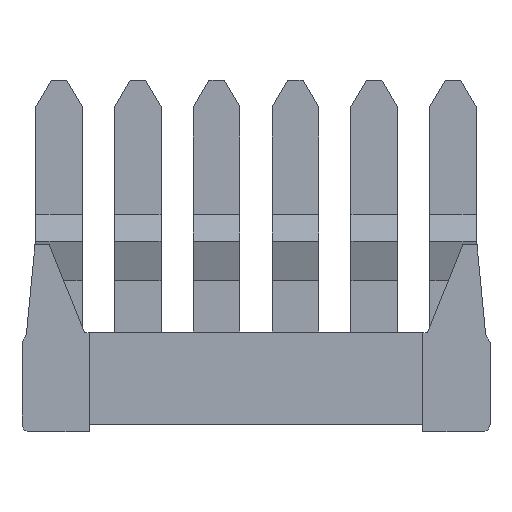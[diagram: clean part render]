
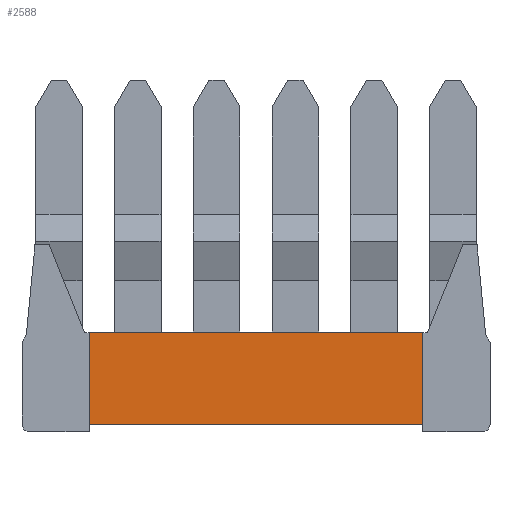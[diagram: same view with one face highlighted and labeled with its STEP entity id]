
A CAD part, top view. The second image highlights one B-rep face of the part: STEP entity #2588.
In plain terms, the highlighted planar face has unit normal (0, 0, 1).
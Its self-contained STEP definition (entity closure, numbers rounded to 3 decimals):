
#117=DIRECTION('',(0.,1.,0.));
#118=VECTOR('',#117,5.9);
#119=CARTESIAN_POINT('',(18.45,-5.275,1.4));
#120=LINE('',#119,#118);
#213=DIRECTION('',(1.,0.,0.));
#214=VECTOR('',#213,21.6);
#215=CARTESIAN_POINT('',(-3.15,0.625,1.4));
#216=LINE('',#215,#214);
#745=DIRECTION('',(1.,0.,0.));
#746=VECTOR('',#745,21.6);
#747=CARTESIAN_POINT('',(-3.15,-5.275,1.4));
#748=LINE('',#747,#746);
#757=DIRECTION('',(0.,1.,0.));
#758=VECTOR('',#757,5.9);
#759=CARTESIAN_POINT('',(-3.15,-5.275,1.4));
#760=LINE('',#759,#758);
#1559=CARTESIAN_POINT('',(-3.15,-5.275,1.4));
#1560=CARTESIAN_POINT('',(18.45,-5.275,1.4));
#1561=VERTEX_POINT('',#1559);
#1562=VERTEX_POINT('',#1560);
#1568=CARTESIAN_POINT('',(-3.15,0.625,1.4));
#1570=VERTEX_POINT('',#1568);
#1571=CARTESIAN_POINT('',(18.45,0.625,1.4));
#1572=VERTEX_POINT('',#1571);
#2577=CARTESIAN_POINT('',(-3.15,-5.775,1.4));
#2578=DIRECTION('',(0.,0.,-1.));
#2579=DIRECTION('',(1.,0.,0.));
#2580=AXIS2_PLACEMENT_3D('',#2577,#2578,#2579);
#2581=PLANE('',#2580);
#2582=ORIENTED_EDGE('',*,*,#2568,.F.);
#2583=ORIENTED_EDGE('',*,*,#2558,.T.);
#2584=ORIENTED_EDGE('',*,*,#1681,.T.);
#2585=ORIENTED_EDGE('',*,*,#1647,.F.);
#2586=EDGE_LOOP('',(#2582,#2583,#2584,#2585));
#2587=FACE_OUTER_BOUND('',#2586,.F.);
#2588=ADVANCED_FACE('',(#2587),#2581,.F.);
#1647=EDGE_CURVE('',#1562,#1572,#120,.T.);
#1681=EDGE_CURVE('',#1570,#1572,#216,.T.);
#2558=EDGE_CURVE('',#1561,#1570,#760,.T.);
#2568=EDGE_CURVE('',#1561,#1562,#748,.T.);
